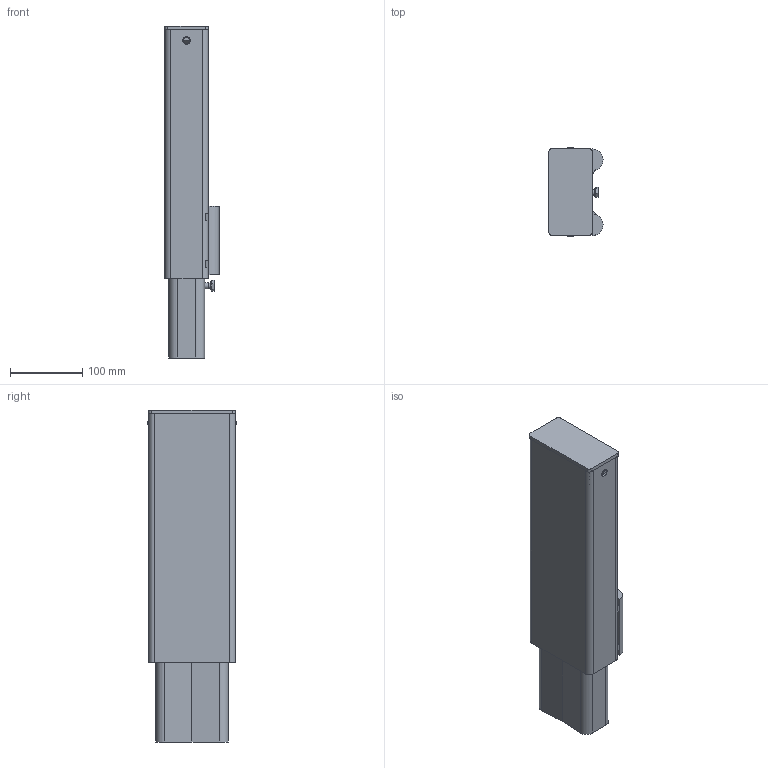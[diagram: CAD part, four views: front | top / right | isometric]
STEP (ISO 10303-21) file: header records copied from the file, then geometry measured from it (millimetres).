
FILE_DESCRIPTION(/* description */ (''),/* implementation_level */ '2;1');
FILE_NAME(/* name */ 'TSS 101 Complete.stp',/* time_stamp */ '2019-10-30T13:02:18+01:00',/* author */ ('Bruker'),/* organization */ (''),/* preprocessor_version */ 'ST-DEVELOPER v17',/* originating_system */ 'Autodesk Inventor 2018',/* authorisation */ '');
FILE_SCHEMA (('AUTOMOTIVE_DESIGN { 1 0 10303 214 3 1 1 }'));
Length unit declared in the file: millimetre
Products named in the file (7): TSS 101 Complete; TSS 101 Complete_1; DIN EN 10219-2 - 100 x 50 x 6  - 295; DIN EN 10219-2 - 120 x 60 x 4  - 345; RVK 101-6 Half round steel; TSS 100-3 Plast-lokk; TSS 41-5 Locking screw
Assembly tree (7 placements, depth 2):
  TSS 101 Complete
    TSS 101 Complete_1
    DIN EN 10219-2 - 100 x 50 x 6  - 295
    DIN EN 10219-2 - 120 x 60 x 4  - 345
    RVK 101-6 Half round steel  x2
    TSS 100-3 Plast-lokk
    TSS 41-5 Locking screw
Bounding box: 75 x 122 x 460 mm (x, y, z)
Volume: 1037911.8 mm3; surface area: 443545.6 mm2
Topology: 14 solids, 14 shells, 354 faces, 907 edges, 594 vertices
Faces by surface type: plane 232, bspline 69, cylinder 44, cone 8, torus 1
Full cylindrical faces by diameter (mm): 7.323 x1, 8 x1, 10.5 x5, 11.4 x1
Entity records: 11522 total; most frequent: CARTESIAN_POINT 2989, ORIENTED_EDGE 1802, DIRECTION 1458, EDGE_CURVE 901, LINE 636, VECTOR 636, VERTEX_POINT 590, AXIS2_PLACEMENT_3D 411
